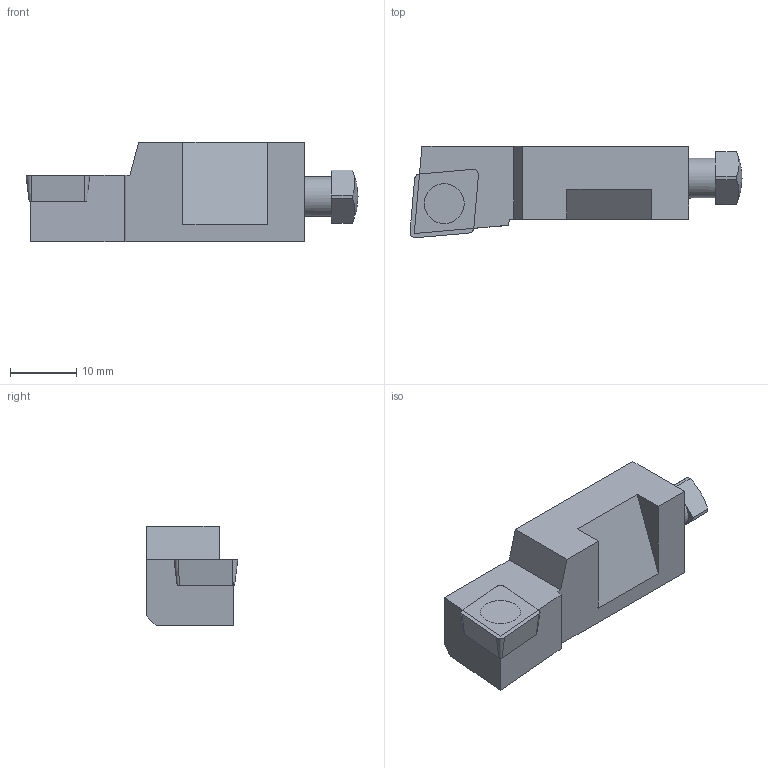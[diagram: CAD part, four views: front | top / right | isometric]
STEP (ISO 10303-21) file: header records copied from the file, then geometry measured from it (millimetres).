
FILE_DESCRIPTION(/* description */ (''),/* implementation_level */ '2;1');
FILE_NAME(/* name */ 'SCLCR10CA09_SIM.stp',/* time_stamp */ '2022-03-01T13:12:23+01:00',/* author */ (''),/* organization */ (''),/* preprocessor_version */ 'ST-DEVELOPER v16.7',/* originating_system */ 'SIEMENS PLM Software NX 12.0',/* authorisation */ '');
FILE_SCHEMA (('AUTOMOTIVE_DESIGN { 1 0 10303 214 3 1 1 1 }'));
Length unit declared in the file: millimetre
Products named in the file (1): fo34101489EB2f3b
Bounding box: 50.04 x 13.79 x 15 mm (x, y, z)
Volume: 6433.1 mm3; surface area: 3038.5 mm2
Topology: 3 solids, 3 shells, 42 faces, 106 edges, 69 vertices
Faces by surface type: plane 33, cone 4, cylinder 3, sphere 1, torus 1
Full cylindrical faces by diameter (mm): 4.4 x1, 6 x2
Entity records: 1241 total; most frequent: DIRECTION 208, CARTESIAN_POINT 205, ORIENTED_EDGE 194, EDGE_CURVE 97, LINE 72, VECTOR 72, AXIS2_PLACEMENT_3D 68, VERTEX_POINT 65
